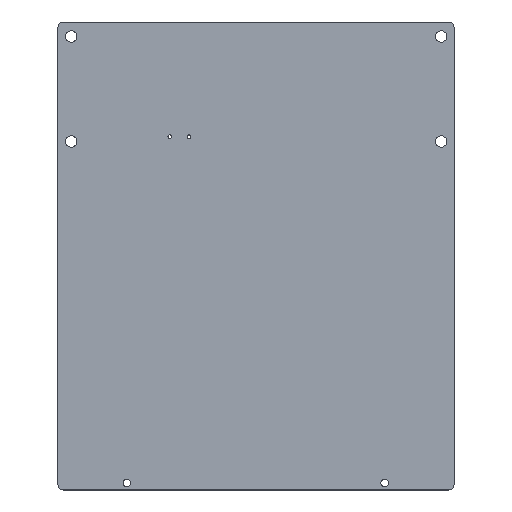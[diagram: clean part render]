
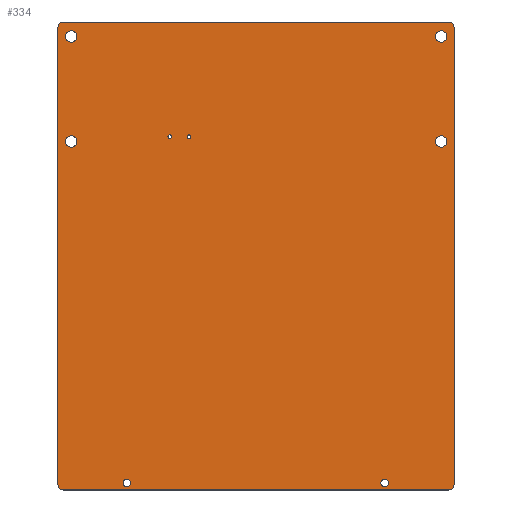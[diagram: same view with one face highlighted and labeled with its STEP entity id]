
A CAD part, top view. The second image highlights one B-rep face of the part: STEP entity #334.
In plain terms, the highlighted planar face has unit normal (0, 0, 1).
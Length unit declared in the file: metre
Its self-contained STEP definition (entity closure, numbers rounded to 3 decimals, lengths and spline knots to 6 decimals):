
#12=CIRCLE('',#357,0.00105);
#14=CIRCLE('',#360,0.00105);
#16=CIRCLE('',#363,0.00155);
#18=CIRCLE('',#366,0.00155);
#20=CIRCLE('',#369,0.00155);
#22=CIRCLE('',#372,0.00155);
#24=CIRCLE('',#375,0.0005);
#26=CIRCLE('',#378,0.0005);
#28=CIRCLE('',#382,0.0015);
#29=CIRCLE('',#383,0.0015);
#30=CIRCLE('',#384,0.0015);
#31=CIRCLE('',#385,0.0015);
#80=ORIENTED_EDGE('',*,*,#154,.F.);
#81=ORIENTED_EDGE('',*,*,#152,.F.);
#82=ORIENTED_EDGE('',*,*,#150,.F.);
#83=ORIENTED_EDGE('',*,*,#148,.F.);
#84=ORIENTED_EDGE('',*,*,#146,.F.);
#85=ORIENTED_EDGE('',*,*,#144,.F.);
#86=ORIENTED_EDGE('',*,*,#142,.F.);
#87=ORIENTED_EDGE('',*,*,#140,.F.);
#88=ORIENTED_EDGE('',*,*,#130,.F.);
#89=ORIENTED_EDGE('',*,*,#160,.T.);
#90=ORIENTED_EDGE('',*,*,#132,.T.);
#91=ORIENTED_EDGE('',*,*,#161,.T.);
#92=ORIENTED_EDGE('',*,*,#136,.T.);
#93=ORIENTED_EDGE('',*,*,#162,.T.);
#94=ORIENTED_EDGE('',*,*,#156,.F.);
#95=ORIENTED_EDGE('',*,*,#163,.T.);
#130=EDGE_CURVE('',#170,#171,#202,.T.);
#132=EDGE_CURVE('',#172,#173,#204,.T.);
#136=EDGE_CURVE('',#176,#177,#208,.T.);
#140=EDGE_CURVE('',#180,#180,#12,.T.);
#142=EDGE_CURVE('',#182,#182,#14,.T.);
#144=EDGE_CURVE('',#184,#184,#16,.T.);
#146=EDGE_CURVE('',#186,#186,#18,.T.);
#148=EDGE_CURVE('',#188,#188,#20,.T.);
#150=EDGE_CURVE('',#190,#190,#22,.T.);
#152=EDGE_CURVE('',#192,#192,#24,.T.);
#154=EDGE_CURVE('',#194,#194,#26,.T.);
#156=EDGE_CURVE('',#196,#197,#212,.T.);
#160=EDGE_CURVE('',#170,#172,#28,.T.);
#161=EDGE_CURVE('',#173,#176,#29,.T.);
#162=EDGE_CURVE('',#177,#197,#30,.T.);
#163=EDGE_CURVE('',#196,#171,#31,.T.);
#170=VERTEX_POINT('',#503);
#171=VERTEX_POINT('',#505);
#172=VERTEX_POINT('',#509);
#173=VERTEX_POINT('',#510);
#176=VERTEX_POINT('',#518);
#177=VERTEX_POINT('',#519);
#180=VERTEX_POINT('',#527);
#182=VERTEX_POINT('',#532);
#184=VERTEX_POINT('',#537);
#186=VERTEX_POINT('',#542);
#188=VERTEX_POINT('',#547);
#190=VERTEX_POINT('',#552);
#192=VERTEX_POINT('',#557);
#194=VERTEX_POINT('',#562);
#196=VERTEX_POINT('',#567);
#197=VERTEX_POINT('',#568);
#202=LINE('',#504,#218);
#204=LINE('',#508,#220);
#208=LINE('',#517,#224);
#212=LINE('',#566,#228);
#218=VECTOR('',#401,1.);
#220=VECTOR('',#405,1.);
#224=VECTOR('',#411,1.);
#228=VECTOR('',#465,1.);
#252=EDGE_LOOP('',(#80));
#253=EDGE_LOOP('',(#81));
#254=EDGE_LOOP('',(#82));
#255=EDGE_LOOP('',(#83));
#256=EDGE_LOOP('',(#84));
#257=EDGE_LOOP('',(#85));
#258=EDGE_LOOP('',(#86));
#259=EDGE_LOOP('',(#87));
#260=EDGE_LOOP('',(#88,#89,#90,#91,#92,#93,#94,#95));
#294=FACE_BOUND('',#252,.T.);
#295=FACE_BOUND('',#253,.T.);
#296=FACE_BOUND('',#254,.T.);
#297=FACE_BOUND('',#255,.T.);
#298=FACE_BOUND('',#256,.T.);
#299=FACE_BOUND('',#257,.T.);
#300=FACE_BOUND('',#258,.T.);
#301=FACE_BOUND('',#259,.T.);
#302=FACE_BOUND('',#260,.T.);
#320=PLANE('',#381);
#334=ADVANCED_FACE('',(#294,#295,#296,#297,#298,#299,#300,#301,#302),#320,
 .T.);
#357=AXIS2_PLACEMENT_3D('',#526,#417,#418);
#360=AXIS2_PLACEMENT_3D('',#531,#423,#424);
#363=AXIS2_PLACEMENT_3D('',#536,#429,#430);
#366=AXIS2_PLACEMENT_3D('',#541,#435,#436);
#369=AXIS2_PLACEMENT_3D('',#546,#441,#442);
#372=AXIS2_PLACEMENT_3D('',#551,#447,#448);
#375=AXIS2_PLACEMENT_3D('',#556,#453,#454);
#378=AXIS2_PLACEMENT_3D('',#561,#459,#460);
#381=AXIS2_PLACEMENT_3D('',#574,#469,#470);
#382=AXIS2_PLACEMENT_3D('',#575,#471,#472);
#383=AXIS2_PLACEMENT_3D('',#576,#473,#474);
#384=AXIS2_PLACEMENT_3D('',#577,#475,#476);
#385=AXIS2_PLACEMENT_3D('',#578,#477,#478);
#401=DIRECTION('',(1.,0.,0.));
#405=DIRECTION('',(0.,-1.,0.));
#411=DIRECTION('',(1.,0.,0.));
#417=DIRECTION('',(0.,0.,1.));
#418=DIRECTION('',(1.,0.,0.));
#423=DIRECTION('',(0.,0.,1.));
#424=DIRECTION('',(1.,0.,0.));
#429=DIRECTION('',(0.,0.,1.));
#430=DIRECTION('',(1.,0.,0.));
#435=DIRECTION('',(0.,0.,1.));
#436=DIRECTION('',(1.,0.,0.));
#441=DIRECTION('',(0.,0.,1.));
#442=DIRECTION('',(1.,0.,0.));
#447=DIRECTION('',(0.,0.,1.));
#448=DIRECTION('',(1.,0.,0.));
#453=DIRECTION('',(0.,0.,1.));
#454=DIRECTION('',(1.,0.,0.));
#459=DIRECTION('',(0.,0.,1.));
#460=DIRECTION('',(1.,0.,0.));
#465=DIRECTION('',(0.,-1.,0.));
#469=DIRECTION('',(0.,0.,1.));
#470=DIRECTION('',(1.,0.,0.));
#471=DIRECTION('',(0.,0.,1.));
#472=DIRECTION('',(1.,0.,0.));
#473=DIRECTION('',(0.,0.,1.));
#474=DIRECTION('',(1.,0.,0.));
#475=DIRECTION('',(0.,0.,1.));
#476=DIRECTION('',(1.,0.,0.));
#477=DIRECTION('',(0.,0.,1.));
#478=DIRECTION('',(1.,0.,0.));
#503=CARTESIAN_POINT('',(0.0015,0.,0.002));
#504=CARTESIAN_POINT('',(0.053744,0.,0.002));
#505=CARTESIAN_POINT('',(0.105988,0.,0.002));
#508=CARTESIAN_POINT('',(0.,-0.063494,0.002));
#509=CARTESIAN_POINT('',(0.,-0.0015,0.002));
#510=CARTESIAN_POINT('',(0.,-0.125488,0.002));
#517=CARTESIAN_POINT('',(0.053744,-0.126988,0.002));
#518=CARTESIAN_POINT('',(0.0015,-0.126988,0.002));
#519=CARTESIAN_POINT('',(0.105988,-0.126988,0.002));
#526=CARTESIAN_POINT('',(0.018709,-0.125095,0.002));
#527=CARTESIAN_POINT('',(0.019759,-0.125095,0.002));
#531=CARTESIAN_POINT('',(0.088686,-0.125095,0.002));
#532=CARTESIAN_POINT('',(0.089736,-0.125095,0.002));
#536=CARTESIAN_POINT('',(0.003601,-0.003925,0.002));
#537=CARTESIAN_POINT('',(0.005151,-0.003925,0.002));
#541=CARTESIAN_POINT('',(0.003601,-0.032425,0.002));
#542=CARTESIAN_POINT('',(0.005151,-0.032425,0.002));
#546=CARTESIAN_POINT('',(0.103981,-0.003925,0.002));
#547=CARTESIAN_POINT('',(0.105531,-0.003925,0.002));
#551=CARTESIAN_POINT('',(0.103981,-0.032425,0.002));
#552=CARTESIAN_POINT('',(0.105531,-0.032425,0.002));
#556=CARTESIAN_POINT('',(0.030353,-0.031115,0.002));
#557=CARTESIAN_POINT('',(0.030853,-0.031115,0.002));
#561=CARTESIAN_POINT('',(0.03556,-0.031115,0.002));
#562=CARTESIAN_POINT('',(0.03606,-0.031115,0.002));
#566=CARTESIAN_POINT('',(0.107488,-0.063494,0.002));
#567=CARTESIAN_POINT('',(0.107488,-0.0015,0.002));
#568=CARTESIAN_POINT('',(0.107488,-0.125488,0.002));
#574=CARTESIAN_POINT('',(0.053744,-0.063494,0.002));
#575=CARTESIAN_POINT('',(0.0015,-0.0015,0.002));
#576=CARTESIAN_POINT('',(0.0015,-0.125488,0.002));
#577=CARTESIAN_POINT('',(0.105988,-0.125488,0.002));
#578=CARTESIAN_POINT('',(0.105988,-0.0015,0.002));
